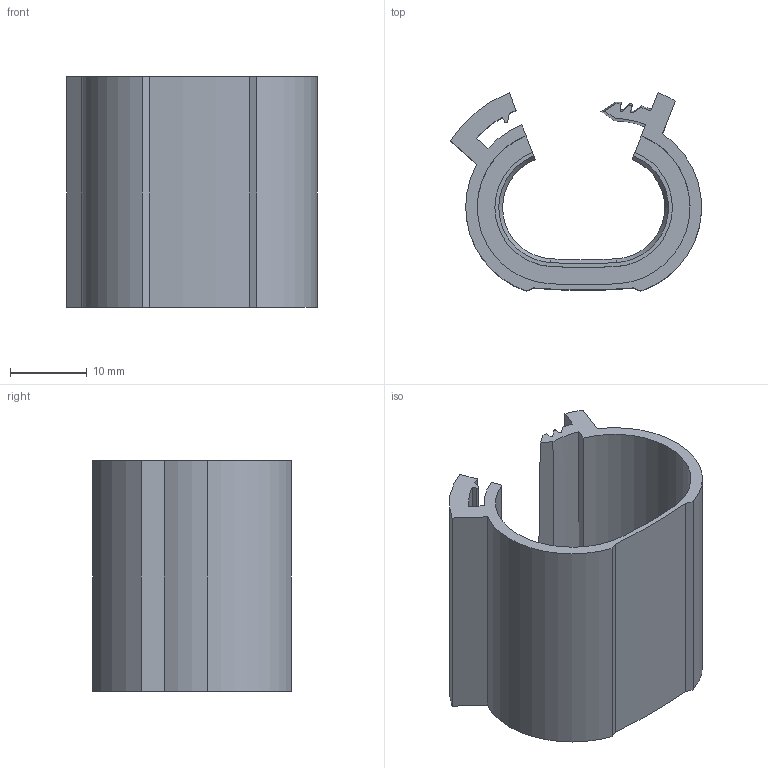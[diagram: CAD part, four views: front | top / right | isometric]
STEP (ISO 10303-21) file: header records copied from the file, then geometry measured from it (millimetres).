
FILE_DESCRIPTION (( 'STEP AP214' ), '1' );
FILE_NAME ('2047831.stp', '2019-02-11T14:03:23', ( '' ), ( '' ), 'SwSTEP 2.0', 'SolidWorks 2018', '' );
FILE_SCHEMA (( 'AUTOMOTIVE_DESIGN' ));
Length unit declared in the file: millimetre
Products named in the file (1): 2047831
Bounding box: 32.67 x 25.82 x 30 mm (x, y, z)
Volume: 4541.3 mm3; surface area: 6255.6 mm2
Topology: 1 solids, 1 shells, 60 faces, 169 edges, 111 vertices
Faces by surface type: cylinder 24, plane 23, cone 7, bspline 6
Entity records: 2031 total; most frequent: CARTESIAN_POINT 425, ORIENTED_EDGE 338, DIRECTION 333, EDGE_CURVE 169, AXIS2_PLACEMENT_3D 119, VERTEX_POINT 111, VECTOR 95, LINE 95
